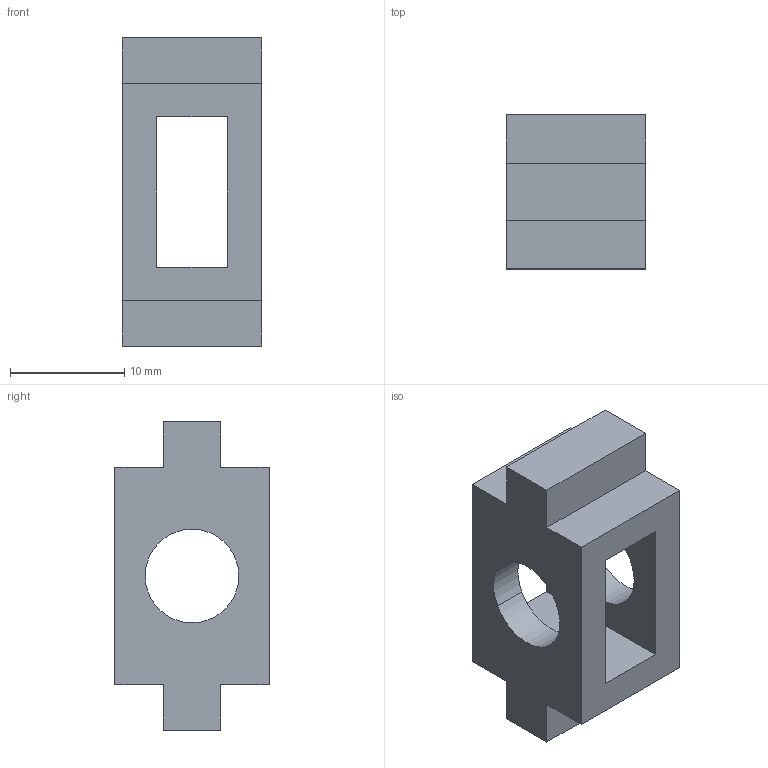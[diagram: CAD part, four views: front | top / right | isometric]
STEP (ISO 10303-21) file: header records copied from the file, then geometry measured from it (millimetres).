
FILE_DESCRIPTION(('CATIA V5 STEP Exchange'),'2;1');
FILE_NAME('cage-ecrou.stp','2020-05-04T08:47:54+00:00',('none'),('none'),'CATIA Version 5 Release 19 SP 9 (IN-10)','CATIA V5 STEP AP203','none');
FILE_SCHEMA(('CONFIG_CONTROL_DESIGN'));
Length unit declared in the file: millimetre
Products named in the file (1): Part4
Bounding box: 12.2 x 13.5 x 27 mm (x, y, z)
Volume: 2195.6 mm3; surface area: 1884.6 mm2
Topology: 1 solids, 1 shells, 22 faces, 60 edges, 40 vertices
Faces by surface type: plane 18, cylinder 4
Entity records: 703 total; most frequent: ORIENTED_EDGE 120, CARTESIAN_POINT 116, DIRECTION 90, EDGE_CURVE 60, VECTOR 52, LINE 52, VERTEX_POINT 40, EDGE_LOOP 28
